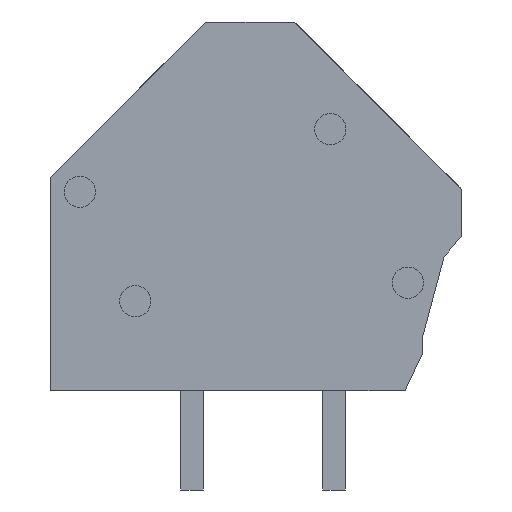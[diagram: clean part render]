
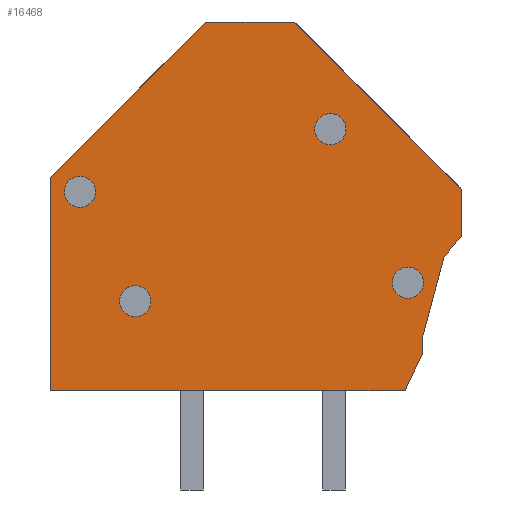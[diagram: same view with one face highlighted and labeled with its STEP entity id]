
A CAD part, left-side view. The second image highlights one B-rep face of the part: STEP entity #16468.
In plain terms, the highlighted planar face has unit normal (-1, 0, 0).
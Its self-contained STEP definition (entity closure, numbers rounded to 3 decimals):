
#16381=AXIS2_PLACEMENT_3D('Plane Axis2P3D',#16378,#16379,#16380) ;
#16398=AXIS2_PLACEMENT_3D('Circle Axis2P3D',#16396,#16397,$) ;
#16407=AXIS2_PLACEMENT_3D('Circle Axis2P3D',#16405,#16406,$) ;
#16416=AXIS2_PLACEMENT_3D('Circle Axis2P3D',#16414,#16415,$) ;
#16425=AXIS2_PLACEMENT_3D('Circle Axis2P3D',#16423,#16424,$) ;
#16434=AXIS2_PLACEMENT_3D('Circle Axis2P3D',#16432,#16433,$) ;
#16443=AXIS2_PLACEMENT_3D('Circle Axis2P3D',#16441,#16442,$) ;
#16452=AXIS2_PLACEMENT_3D('Circle Axis2P3D',#16450,#16451,$) ;
#16461=AXIS2_PLACEMENT_3D('Circle Axis2P3D',#16459,#16460,$) ;
#16053=CARTESIAN_POINT('Vertex',(0.7,2.,3.5)) ;
#16067=CARTESIAN_POINT('Vertex',(0.7,1.37,4.85)) ;
#16070=CARTESIAN_POINT('Line Origine',(0.7,1.685,4.175)) ;
#16098=CARTESIAN_POINT('Vertex',(0.7,1.37,5.45)) ;
#16101=CARTESIAN_POINT('Line Origine',(0.7,1.37,5.15)) ;
#16129=CARTESIAN_POINT('Vertex',(0.7,0.634,8.2)) ;
#16132=CARTESIAN_POINT('Line Origine',(0.7,1.002,6.825)) ;
#16160=CARTESIAN_POINT('Vertex',(0.7,0.,8.953)) ;
#16163=CARTESIAN_POINT('Line Origine',(0.7,0.317,8.577)) ;
#16191=CARTESIAN_POINT('Vertex',(0.7,0.,10.58)) ;
#16194=CARTESIAN_POINT('Line Origine',(0.7,0.,9.766)) ;
#16222=CARTESIAN_POINT('Vertex',(0.7,5.898,16.478)) ;
#16225=CARTESIAN_POINT('Line Origine',(0.7,2.949,13.529)) ;
#16253=CARTESIAN_POINT('Vertex',(0.7,9.022,16.478)) ;
#16256=CARTESIAN_POINT('Line Origine',(0.7,7.46,16.478)) ;
#16284=CARTESIAN_POINT('Vertex',(0.7,14.5,11.)) ;
#16287=CARTESIAN_POINT('Line Origine',(0.7,11.761,13.739)) ;
#16315=CARTESIAN_POINT('Vertex',(0.7,14.5,3.5)) ;
#16318=CARTESIAN_POINT('Line Origine',(0.7,14.5,7.25)) ;
#16346=CARTESIAN_POINT('Vertex',(0.7,12.7,3.5)) ;
#16349=CARTESIAN_POINT('Line Origine',(0.7,13.6,3.5)) ;
#16366=CARTESIAN_POINT('Line Origine',(0.7,7.35,3.5)) ;
#16378=CARTESIAN_POINT('Axis2P3D Location',(0.7,0.,0.)) ;
#16396=CARTESIAN_POINT('Axis2P3D Location',(0.7,13.45,10.5)) ;
#16400=CARTESIAN_POINT('Vertex',(0.7,12.9,10.5)) ;
#16402=CARTESIAN_POINT('Vertex',(0.7,14.,10.5)) ;
#16405=CARTESIAN_POINT('Axis2P3D Location',(0.7,13.45,10.5)) ;
#16414=CARTESIAN_POINT('Axis2P3D Location',(0.7,4.632,12.707)) ;
#16418=CARTESIAN_POINT('Vertex',(0.7,4.082,12.707)) ;
#16420=CARTESIAN_POINT('Vertex',(0.7,5.182,12.707)) ;
#16423=CARTESIAN_POINT('Axis2P3D Location',(0.7,4.632,12.707)) ;
#16432=CARTESIAN_POINT('Axis2P3D Location',(0.7,11.5,6.65)) ;
#16436=CARTESIAN_POINT('Vertex',(0.7,10.95,6.65)) ;
#16438=CARTESIAN_POINT('Vertex',(0.7,12.05,6.65)) ;
#16441=CARTESIAN_POINT('Axis2P3D Location',(0.7,11.5,6.65)) ;
#16450=CARTESIAN_POINT('Axis2P3D Location',(0.7,1.9,7.3)) ;
#16454=CARTESIAN_POINT('Vertex',(0.7,1.35,7.3)) ;
#16456=CARTESIAN_POINT('Vertex',(0.7,2.45,7.3)) ;
#16459=CARTESIAN_POINT('Axis2P3D Location',(0.7,1.9,7.3)) ;
#16071=DIRECTION('Vector Direction',(0.,-0.423,0.906)) ;
#16102=DIRECTION('Vector Direction',(0.,0.,1.)) ;
#16133=DIRECTION('Vector Direction',(0.,-0.259,0.966)) ;
#16164=DIRECTION('Vector Direction',(0.,-0.644,0.765)) ;
#16195=DIRECTION('Vector Direction',(0.,0.,-1.)) ;
#16226=DIRECTION('Vector Direction',(0.,0.707,0.707)) ;
#16257=DIRECTION('Vector Direction',(0.,-1.,0.)) ;
#16288=DIRECTION('Vector Direction',(0.,-0.707,0.707)) ;
#16319=DIRECTION('Vector Direction',(0.,0.,-1.)) ;
#16350=DIRECTION('Vector Direction',(0.,-1.,0.)) ;
#16367=DIRECTION('Vector Direction',(0.,-1.,0.)) ;
#16379=DIRECTION('Axis2P3D Direction',(-1.,0.,0.)) ;
#16380=DIRECTION('Axis2P3D XDirection',(0.,-1.,0.)) ;
#16397=DIRECTION('Axis2P3D Direction',(-1.,0.,0.)) ;
#16406=DIRECTION('Axis2P3D Direction',(-1.,0.,0.)) ;
#16415=DIRECTION('Axis2P3D Direction',(-1.,0.,0.)) ;
#16424=DIRECTION('Axis2P3D Direction',(-1.,0.,0.)) ;
#16433=DIRECTION('Axis2P3D Direction',(-1.,0.,0.)) ;
#16442=DIRECTION('Axis2P3D Direction',(-1.,0.,0.)) ;
#16451=DIRECTION('Axis2P3D Direction',(-1.,0.,0.)) ;
#16460=DIRECTION('Axis2P3D Direction',(-1.,0.,0.)) ;
#16072=VECTOR('Line Direction',#16071,1.) ;
#16103=VECTOR('Line Direction',#16102,1.) ;
#16134=VECTOR('Line Direction',#16133,1.) ;
#16165=VECTOR('Line Direction',#16164,1.) ;
#16196=VECTOR('Line Direction',#16195,1.) ;
#16227=VECTOR('Line Direction',#16226,1.) ;
#16258=VECTOR('Line Direction',#16257,1.) ;
#16289=VECTOR('Line Direction',#16288,1.) ;
#16320=VECTOR('Line Direction',#16319,1.) ;
#16351=VECTOR('Line Direction',#16350,1.) ;
#16368=VECTOR('Line Direction',#16367,1.) ;
#16384=ORIENTED_EDGE('',*,*,#16074,.T.) ;
#16385=ORIENTED_EDGE('',*,*,#16105,.T.) ;
#16386=ORIENTED_EDGE('',*,*,#16136,.T.) ;
#16387=ORIENTED_EDGE('',*,*,#16167,.T.) ;
#16388=ORIENTED_EDGE('',*,*,#16198,.T.) ;
#16389=ORIENTED_EDGE('',*,*,#16229,.T.) ;
#16390=ORIENTED_EDGE('',*,*,#16260,.T.) ;
#16391=ORIENTED_EDGE('',*,*,#16291,.T.) ;
#16392=ORIENTED_EDGE('',*,*,#16322,.T.) ;
#16393=ORIENTED_EDGE('',*,*,#16353,.T.) ;
#16394=ORIENTED_EDGE('',*,*,#16370,.T.) ;
#16411=ORIENTED_EDGE('',*,*,#16404,.F.) ;
#16412=ORIENTED_EDGE('',*,*,#16409,.F.) ;
#16429=ORIENTED_EDGE('',*,*,#16422,.F.) ;
#16430=ORIENTED_EDGE('',*,*,#16427,.F.) ;
#16447=ORIENTED_EDGE('',*,*,#16440,.F.) ;
#16448=ORIENTED_EDGE('',*,*,#16445,.F.) ;
#16465=ORIENTED_EDGE('',*,*,#16458,.F.) ;
#16466=ORIENTED_EDGE('',*,*,#16463,.F.) ;
#16413=FACE_BOUND('',#16410,.T.) ;
#16431=FACE_BOUND('',#16428,.T.) ;
#16449=FACE_BOUND('',#16446,.T.) ;
#16467=FACE_BOUND('',#16464,.T.) ;
#16468=ADVANCED_FACE('End plate_LMZF.1\\Hauptkoerper',(#16395,#16413,#16431,#16449,#16467),#16382,.T.) ;
#16399=CIRCLE('generated circle',#16398,0.55) ;
#16408=CIRCLE('generated circle',#16407,0.55) ;
#16417=CIRCLE('generated circle',#16416,0.55) ;
#16426=CIRCLE('generated circle',#16425,0.55) ;
#16435=CIRCLE('generated circle',#16434,0.55) ;
#16444=CIRCLE('generated circle',#16443,0.55) ;
#16453=CIRCLE('generated circle',#16452,0.55) ;
#16462=CIRCLE('generated circle',#16461,0.55) ;
#16074=EDGE_CURVE('',#16054,#16068,#16073,.T.) ;
#16105=EDGE_CURVE('',#16068,#16099,#16104,.T.) ;
#16136=EDGE_CURVE('',#16099,#16130,#16135,.T.) ;
#16167=EDGE_CURVE('',#16130,#16161,#16166,.T.) ;
#16198=EDGE_CURVE('',#16161,#16192,#16197,.F.) ;
#16229=EDGE_CURVE('',#16192,#16223,#16228,.T.) ;
#16260=EDGE_CURVE('',#16223,#16254,#16259,.F.) ;
#16291=EDGE_CURVE('',#16254,#16285,#16290,.F.) ;
#16322=EDGE_CURVE('',#16285,#16316,#16321,.T.) ;
#16353=EDGE_CURVE('',#16316,#16347,#16352,.T.) ;
#16370=EDGE_CURVE('',#16347,#16054,#16369,.T.) ;
#16404=EDGE_CURVE('',#16401,#16403,#16399,.T.) ;
#16409=EDGE_CURVE('',#16403,#16401,#16408,.T.) ;
#16422=EDGE_CURVE('',#16419,#16421,#16417,.T.) ;
#16427=EDGE_CURVE('',#16421,#16419,#16426,.T.) ;
#16440=EDGE_CURVE('',#16437,#16439,#16435,.T.) ;
#16445=EDGE_CURVE('',#16439,#16437,#16444,.T.) ;
#16458=EDGE_CURVE('',#16455,#16457,#16453,.T.) ;
#16463=EDGE_CURVE('',#16457,#16455,#16462,.T.) ;
#16383=EDGE_LOOP('',(#16384,#16385,#16386,#16387,#16388,#16389,#16390,#16391,#16392,#16393,#16394)) ;
#16410=EDGE_LOOP('',(#16411,#16412)) ;
#16428=EDGE_LOOP('',(#16429,#16430)) ;
#16446=EDGE_LOOP('',(#16447,#16448)) ;
#16464=EDGE_LOOP('',(#16465,#16466)) ;
#16395=FACE_OUTER_BOUND('',#16383,.T.) ;
#16073=LINE('Line',#16070,#16072) ;
#16104=LINE('Line',#16101,#16103) ;
#16135=LINE('Line',#16132,#16134) ;
#16166=LINE('Line',#16163,#16165) ;
#16197=LINE('Line',#16194,#16196) ;
#16228=LINE('Line',#16225,#16227) ;
#16259=LINE('Line',#16256,#16258) ;
#16290=LINE('Line',#16287,#16289) ;
#16321=LINE('Line',#16318,#16320) ;
#16352=LINE('Line',#16349,#16351) ;
#16369=LINE('Line',#16366,#16368) ;
#16382=PLANE('',#16381) ;
#16054=VERTEX_POINT('',#16053) ;
#16068=VERTEX_POINT('',#16067) ;
#16099=VERTEX_POINT('',#16098) ;
#16130=VERTEX_POINT('',#16129) ;
#16161=VERTEX_POINT('',#16160) ;
#16192=VERTEX_POINT('',#16191) ;
#16223=VERTEX_POINT('',#16222) ;
#16254=VERTEX_POINT('',#16253) ;
#16285=VERTEX_POINT('',#16284) ;
#16316=VERTEX_POINT('',#16315) ;
#16347=VERTEX_POINT('',#16346) ;
#16401=VERTEX_POINT('',#16400) ;
#16403=VERTEX_POINT('',#16402) ;
#16419=VERTEX_POINT('',#16418) ;
#16421=VERTEX_POINT('',#16420) ;
#16437=VERTEX_POINT('',#16436) ;
#16439=VERTEX_POINT('',#16438) ;
#16455=VERTEX_POINT('',#16454) ;
#16457=VERTEX_POINT('',#16456) ;
